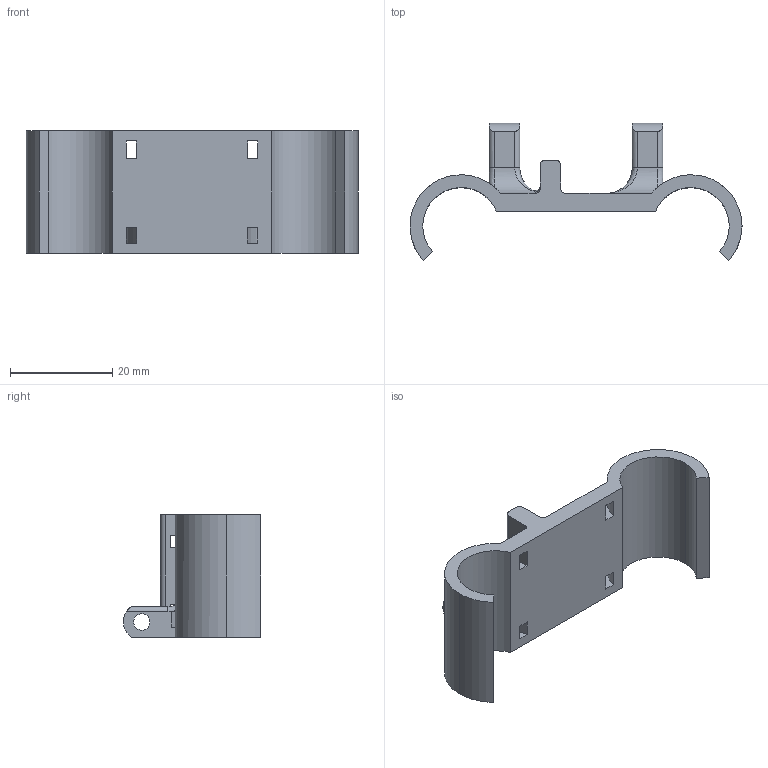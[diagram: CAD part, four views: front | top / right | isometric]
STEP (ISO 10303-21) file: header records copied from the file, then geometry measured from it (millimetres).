
FILE_DESCRIPTION (( 'STEP AP214' ), '1' );
FILE_NAME ('Carriage for LM8UU.STEP', '2014-02-23T20:20:23', ( '' ), ( '' ), 'SwSTEP 2.0', 'SolidWorks 2011', '' );
FILE_SCHEMA (( 'AUTOMOTIVE_DESIGN' ));
Length unit declared in the file: millimetre
Products named in the file (1): Carriage for LM8UU
Bounding box: 65 x 26.85 x 24 mm (x, y, z)
Volume: 7393.9 mm3; surface area: 6056.2 mm2
Topology: 1 solids, 1 shells, 69 faces, 204 edges, 132 vertices
Faces by surface type: plane 34, cylinder 29, bspline 3, torus 3
Entity records: 2511 total; most frequent: CARTESIAN_POINT 594, ORIENTED_EDGE 406, DIRECTION 386, EDGE_CURVE 203, VERTEX_POINT 132, AXIS2_PLACEMENT_3D 130, VECTOR 126, LINE 126
